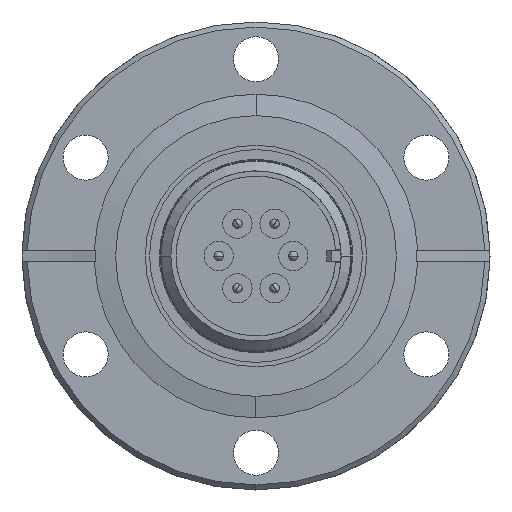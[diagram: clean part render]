
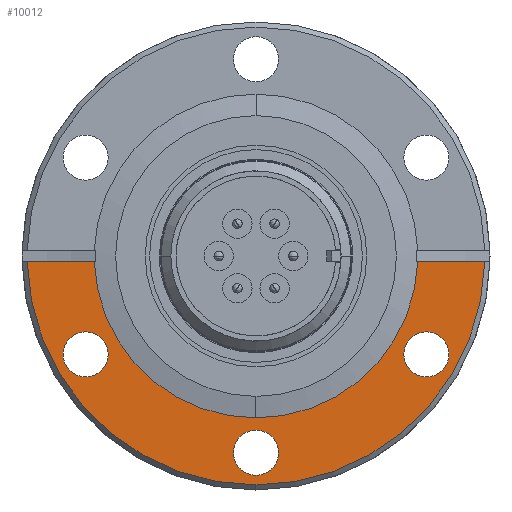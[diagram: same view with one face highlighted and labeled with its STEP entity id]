
A CAD part, front view. The second image highlights one B-rep face of the part: STEP entity #10012.
In plain terms, the highlighted planar face has unit normal (0, -1, 0).
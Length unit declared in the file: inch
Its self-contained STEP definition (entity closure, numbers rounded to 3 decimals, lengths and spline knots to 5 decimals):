
#179 = EDGE_LOOP ( 'NONE', ( #308, #310, #312, #311, #313 ) ) ;
#200 = EDGE_LOOP ( 'NONE', ( #1965, #1966 ) ) ;
#305 = ORIENTED_EDGE ( 'NONE', *, *, #587, .F. ) ;
#307 = ORIENTED_EDGE ( 'NONE', *, *, #1346, .F. ) ;
#308 = ORIENTED_EDGE ( 'NONE', *, *, #1347, .F. ) ;
#309 = ORIENTED_EDGE ( 'NONE', *, *, #1302, .F. ) ;
#310 = ORIENTED_EDGE ( 'NONE', *, *, #1348, .T. ) ;
#311 = ORIENTED_EDGE ( 'NONE', *, *, #1332, .T. ) ;
#312 = ORIENTED_EDGE ( 'NONE', *, *, #1342, .T. ) ;
#313 = ORIENTED_EDGE ( 'NONE', *, *, #1349, .F. ) ;
#571 = EDGE_CURVE ( 'NONE', #3235, #3236, #5434, .T. ) ;
#587 = EDGE_CURVE ( 'NONE', #3251, #3252, #5458, .T. ) ;
#1302 = EDGE_CURVE ( 'NONE', #3255, #3256, #5612, .T. ) ;
#1332 = EDGE_CURVE ( 'NONE', #3278, #3276, #5646, .T. ) ;
#1342 = EDGE_CURVE ( 'NONE', #3275, #3278, #5662, .T. ) ;
#1344 = EDGE_CURVE ( 'NONE', #3236, #3235, #5659, .T. ) ;
#1345 = EDGE_CURVE ( 'NONE', #3252, #3251, #5665, .T. ) ;
#1346 = EDGE_CURVE ( 'NONE', #3256, #3255, #5663, .T. ) ;
#1347 = EDGE_CURVE ( 'NONE', #3277, #3288, #5666, .T. ) ;
#1348 = EDGE_CURVE ( 'NONE', #3277, #3275, #5664, .T. ) ;
#1349 = EDGE_CURVE ( 'NONE', #3288, #3276, #5668, .T. ) ;
#1965 = ORIENTED_EDGE ( 'NONE', *, *, #1344, .F. ) ;
#1966 = ORIENTED_EDGE ( 'NONE', *, *, #571, .F. ) ;
#1967 = ORIENTED_EDGE ( 'NONE', *, *, #1345, .F. ) ;
#3235 = VERTEX_POINT ( 'NONE', #8940 ) ;
#3236 = VERTEX_POINT ( 'NONE', #8941 ) ;
#3251 = VERTEX_POINT ( 'NONE', #8956 ) ;
#3252 = VERTEX_POINT ( 'NONE', #8957 ) ;
#3255 = VERTEX_POINT ( 'NONE', #8960 ) ;
#3256 = VERTEX_POINT ( 'NONE', #8961 ) ;
#3275 = VERTEX_POINT ( 'NONE', #8980 ) ;
#3276 = VERTEX_POINT ( 'NONE', #8981 ) ;
#3277 = VERTEX_POINT ( 'NONE', #8982 ) ;
#3278 = VERTEX_POINT ( 'NONE', #8983 ) ;
#3288 = VERTEX_POINT ( 'NONE', #8993 ) ;
#5026 = AXIS2_PLACEMENT_3D ( 'NONE', #5365, #5366, #5367 ) ;
#5034 = AXIS2_PLACEMENT_3D ( 'NONE', #5405, #5406, #5407 ) ;
#5125 = AXIS2_PLACEMENT_3D ( 'NONE', #6681, #6682, #6683 ) ;
#5136 = AXIS2_PLACEMENT_3D ( 'NONE', #6764, #6765, #6766 ) ;
#5142 = AXIS2_PLACEMENT_3D ( 'NONE', #6792, #6793, #6794 ) ;
#5143 = AXIS2_PLACEMENT_3D ( 'NONE', #6797, #6798, #6799 ) ;
#5144 = AXIS2_PLACEMENT_3D ( 'NONE', #6801, #6802, #6803 ) ;
#5145 = AXIS2_PLACEMENT_3D ( 'NONE', #6805, #6806, #6807 ) ;
#5146 = AXIS2_PLACEMENT_3D ( 'NONE', #6810, #6811, #6812 ) ;
#5365 = CARTESIAN_POINT ( 'NONE',  ( -0.06035, 2.047, -0.578 ) ) ;
#5366 = DIRECTION ( 'NONE',  ( 0., -1., 0. ) ) ;
#5367 = DIRECTION ( 'NONE',  ( -0.866, 0., 0.5 ) ) ;
#5405 = CARTESIAN_POINT ( 'NONE',  ( -2.0626, 2.047, -0.578 ) ) ;
#5406 = DIRECTION ( 'NONE',  ( 0., -1., 0. ) ) ;
#5407 = DIRECTION ( 'NONE',  ( 0.866, 0., 0.5 ) ) ;
#5434 = CIRCLE ( 'NONE', #5026, 0.1325 ) ;
#5458 = CIRCLE ( 'NONE', #5034, 0.1325 ) ;
#5612 = CIRCLE ( 'NONE', #5125, 0.1325 ) ;
#5646 = CIRCLE ( 'NONE', #5136, 1.345 ) ;
#5659 = CIRCLE ( 'NONE', #5143, 0.1325 ) ;
#5662 = CIRCLE ( 'NONE', #5142, 1.345 ) ;
#5663 = CIRCLE ( 'NONE', #5145, 0.1325 ) ;
#5664 = LINE ( 'NONE', #6809, #5669 ) ;
#5665 = CIRCLE ( 'NONE', #5144, 0.1325 ) ;
#5666 = CIRCLE ( 'NONE', #5146, 0.951 ) ;
#5668 = LINE ( 'NONE', #6813, #5671 ) ;
#5669 = VECTOR ( 'NONE', #6804, 39.37008 ) ;
#5671 = VECTOR ( 'NONE', #6814, 39.37008 ) ;
#6681 = CARTESIAN_POINT ( 'NONE',  ( -1.06147, 2.047, -1.156 ) ) ;
#6682 = DIRECTION ( 'NONE',  ( 0., -1., 0. ) ) ;
#6683 = DIRECTION ( 'NONE',  ( 0., 0., 1. ) ) ;
#6764 = CARTESIAN_POINT ( 'NONE',  ( -1.06147, 2.047, 0. ) ) ;
#6765 = DIRECTION ( 'NONE',  ( 0., -1., 0. ) ) ;
#6766 = DIRECTION ( 'NONE',  ( 0., 0., 1. ) ) ;
#6792 = CARTESIAN_POINT ( 'NONE',  ( -1.06147, 2.047, 0. ) ) ;
#6793 = DIRECTION ( 'NONE',  ( 0., -1., 0. ) ) ;
#6794 = DIRECTION ( 'NONE',  ( 0., 0., 1. ) ) ;
#6797 = CARTESIAN_POINT ( 'NONE',  ( -0.06035, 2.047, -0.578 ) ) ;
#6798 = DIRECTION ( 'NONE',  ( 0., -1., 0. ) ) ;
#6799 = DIRECTION ( 'NONE',  ( -0.866, 0., 0.5 ) ) ;
#6801 = CARTESIAN_POINT ( 'NONE',  ( -2.0626, 2.047, -0.578 ) ) ;
#6802 = DIRECTION ( 'NONE',  ( 0., -1., 0. ) ) ;
#6803 = DIRECTION ( 'NONE',  ( 0.866, 0., 0.5 ) ) ;
#6804 = DIRECTION ( 'NONE',  ( -1., 0., 0. ) ) ;
#6805 = CARTESIAN_POINT ( 'NONE',  ( -1.06147, 2.047, -1.156 ) ) ;
#6806 = DIRECTION ( 'NONE',  ( 0., -1., 0. ) ) ;
#6807 = DIRECTION ( 'NONE',  ( 0., 0., 1. ) ) ;
#6809 = CARTESIAN_POINT ( 'NONE',  ( 0.28353, 2.047, -0.031 ) ) ;
#6810 = CARTESIAN_POINT ( 'NONE',  ( -1.06147, 2.047, 0. ) ) ;
#6811 = DIRECTION ( 'NONE',  ( 0., -1., 0. ) ) ;
#6812 = DIRECTION ( 'NONE',  ( 0., 0., 1. ) ) ;
#6813 = CARTESIAN_POINT ( 'NONE',  ( 0.28353, 2.047, -0.031 ) ) ;
#6814 = DIRECTION ( 'NONE',  ( 1., 0., 0. ) ) ;
#8940 = CARTESIAN_POINT ( 'NONE',  ( -0.06035, 2.047, -0.7105 ) ) ;
#8941 = CARTESIAN_POINT ( 'NONE',  ( -0.06035, 2.047, -0.4455 ) ) ;
#8956 = CARTESIAN_POINT ( 'NONE',  ( -2.0626, 2.047, -0.7105 ) ) ;
#8957 = CARTESIAN_POINT ( 'NONE',  ( -2.0626, 2.047, -0.4455 ) ) ;
#8960 = CARTESIAN_POINT ( 'NONE',  ( -1.06147, 2.047, -1.2885 ) ) ;
#8961 = CARTESIAN_POINT ( 'NONE',  ( -1.06147, 2.047, -1.0235 ) ) ;
#8980 = CARTESIAN_POINT ( 'NONE',  ( -2.40611, 2.047, -0.031 ) ) ;
#8981 = CARTESIAN_POINT ( 'NONE',  ( 0.28317, 2.047, -0.031 ) ) ;
#8982 = CARTESIAN_POINT ( 'NONE',  ( -2.01197, 2.047, -0.031 ) ) ;
#8983 = CARTESIAN_POINT ( 'NONE',  ( -1.06147, 2.047, -1.345 ) ) ;
#8993 = CARTESIAN_POINT ( 'NONE',  ( -0.11098, 2.047, -0.031 ) ) ;
#10012 = ADVANCED_FACE ( 'NONE', ( #15255, #15263, #15259, #15257 ), #14663, .T. ) ;
#13476 = EDGE_LOOP ( 'NONE', ( #307, #309 ) ) ;
#13560 = EDGE_LOOP ( 'NONE', ( #1967, #305 ) ) ;
#13873 = AXIS2_PLACEMENT_3D ( 'NONE', #14661, #14658, #14664 ) ;
#14658 = DIRECTION ( 'NONE',  ( 0., -1., 0. ) ) ;
#14661 = CARTESIAN_POINT ( 'NONE',  ( 0.28353, 2.047, 0. ) ) ;
#14663 = PLANE ( 'NONE',  #13873 ) ;
#14664 = DIRECTION ( 'NONE',  ( 0., 0., 1. ) ) ;
#15255 = FACE_BOUND ( 'NONE', #200, .T. ) ;
#15257 = FACE_OUTER_BOUND ( 'NONE', #179, .T. ) ;
#15259 = FACE_BOUND ( 'NONE', #13476, .T. ) ;
#15263 = FACE_BOUND ( 'NONE', #13560, .T. ) ;
